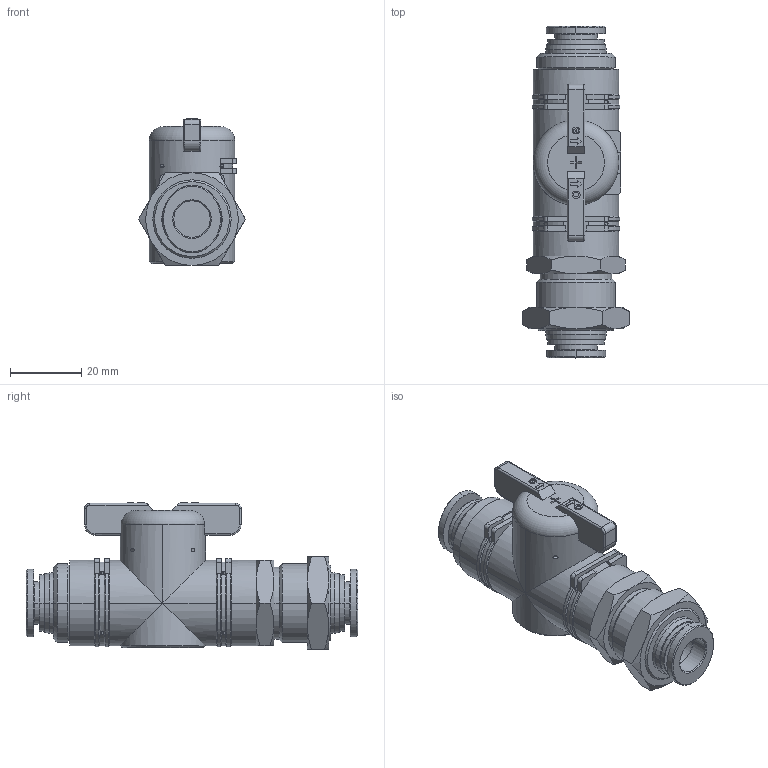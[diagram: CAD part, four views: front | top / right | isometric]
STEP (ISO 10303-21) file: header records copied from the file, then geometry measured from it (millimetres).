
FILE_DESCRIPTION((''),'2;1');
FILE_NAME('BM601010-mdt.stp','2017-07-24T19:21:27',(''),(''),'Mechanical Desktop 2009','Mechanical Desktop 2009',', , ');
FILE_SCHEMA(('CONFIG_CONTROL_DESIGN'));
Length unit declared in the file: millimetre
Products named in the file (8): BM601010-MDTA; BM601010-MDT; BM60-10; COLLAR-10C; BM60-12; COLLAR-12C; BOLT-M3; HA
Assembly tree (8 placements, depth 3):
  BM601010-MDTA
    BM601010-MDT
    BM60-10
      COLLAR-10C
    BM60-12
      COLLAR-10C
      COLLAR-12C
    BOLT-M3
    HA
Bounding box: 30.02 x 93.2 x 41.2 mm (x, y, z)
Volume: 44711 mm3; surface area: 12241.1 mm2
Topology: 1 solids, 3 shells, 441 faces, 1096 edges, 693 vertices
Faces by surface type: plane 239, cylinder 114, cone 56, torus 22, bspline 10
Entity records: 15007 total; most frequent: CARTESIAN_POINT 4471, ORIENTED_EDGE 2188, DIRECTION 2128, EDGE_CURVE 1094, AXIS2_PLACEMENT_3D 726, VERTEX_POINT 693, VECTOR 676, LINE 676
